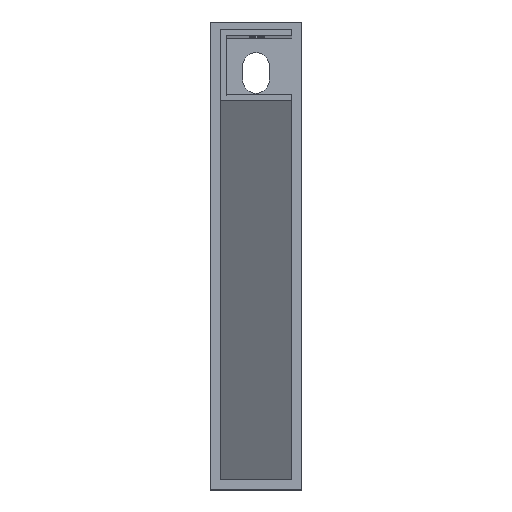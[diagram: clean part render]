
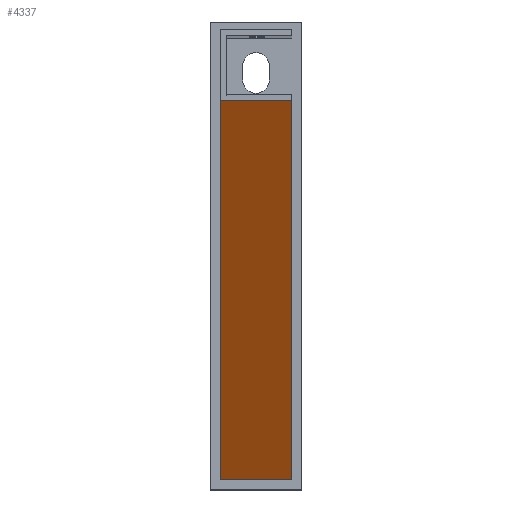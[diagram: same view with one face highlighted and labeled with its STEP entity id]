
A CAD part, top view. The second image highlights one B-rep face of the part: STEP entity #4337.
In plain terms, the highlighted planar face has unit normal (0, -0.976, 0.218).
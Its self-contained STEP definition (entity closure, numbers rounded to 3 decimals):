
#163 = ORIENTED_EDGE ( 'NONE', *, *, #2201, .T. ) ;
#234 = ORIENTED_EDGE ( 'NONE', *, *, #3553, .F. ) ;
#407 = VECTOR ( 'NONE', #4571, 1000. ) ;
#542 = CARTESIAN_POINT ( 'NONE',  ( 40., 5., 6. ) ) ;
#543 = PLANE ( 'NONE',  #1733 ) ;
#571 = FACE_OUTER_BOUND ( 'NONE', #3734, .T. ) ;
#665 = LINE ( 'NONE', #3249, #1629 ) ;
#758 = DIRECTION ( 'NONE',  ( 1., 0., 0. ) ) ;
#1088 = VECTOR ( 'NONE', #4025, 1000. ) ;
#1160 = VERTEX_POINT ( 'NONE', #3895 ) ;
#1327 = EDGE_CURVE ( 'NONE', #1160, #2736, #665, .T. ) ;
#1440 = CARTESIAN_POINT ( 'NONE',  ( 5., 190., 836. ) ) ;
#1468 = ORIENTED_EDGE ( 'NONE', *, *, #1327, .F. ) ;
#1601 = VERTEX_POINT ( 'NONE', #542 ) ;
#1629 = VECTOR ( 'NONE', #758, 1000. ) ;
#1733 = AXIS2_PLACEMENT_3D ( 'NONE', #3445, #3543, #2055 ) ;
#2055 = DIRECTION ( 'NONE',  ( 0., -0.218, -0.976 ) ) ;
#2082 = LINE ( 'NONE', #2776, #4147 ) ;
#2201 = EDGE_CURVE ( 'NONE', #4446, #1601, #2082, .T. ) ;
#2272 = EDGE_CURVE ( 'NONE', #1160, #4446, #3306, .T. ) ;
#2401 = ORIENTED_EDGE ( 'NONE', *, *, #2272, .T. ) ;
#2732 = CARTESIAN_POINT ( 'NONE',  ( 40., 190., 836. ) ) ;
#2736 = VERTEX_POINT ( 'NONE', #3775 ) ;
#2776 = CARTESIAN_POINT ( 'NONE',  ( 5., 5., 6. ) ) ;
#3068 = LINE ( 'NONE', #2732, #407 ) ;
#3249 = CARTESIAN_POINT ( 'NONE',  ( 40., 190., 836. ) ) ;
#3306 = LINE ( 'NONE', #1440, #1088 ) ;
#3445 = CARTESIAN_POINT ( 'NONE',  ( 0., 3.489, -0.778 ) ) ;
#3543 = DIRECTION ( 'NONE',  ( 0., -0.976, 0.218 ) ) ;
#3553 = EDGE_CURVE ( 'NONE', #2736, #1601, #3068, .T. ) ;
#3563 = CARTESIAN_POINT ( 'NONE',  ( 5., 5., 6. ) ) ;
#3734 = EDGE_LOOP ( 'NONE', ( #2401, #163, #234, #1468 ) ) ;
#3775 = CARTESIAN_POINT ( 'NONE',  ( 40., 190., 836. ) ) ;
#3895 = CARTESIAN_POINT ( 'NONE',  ( 5., 190., 836. ) ) ;
#3926 = DIRECTION ( 'NONE',  ( 1., 0., 0. ) ) ;
#4025 = DIRECTION ( 'NONE',  ( 0., -0.218, -0.976 ) ) ;
#4147 = VECTOR ( 'NONE', #3926, 1000. ) ;
#4337 = ADVANCED_FACE ( 'NONE', ( #571 ), #543, .T. ) ;
#4446 = VERTEX_POINT ( 'NONE', #3563 ) ;
#4571 = DIRECTION ( 'NONE',  ( 0., -0.218, -0.976 ) ) ;
